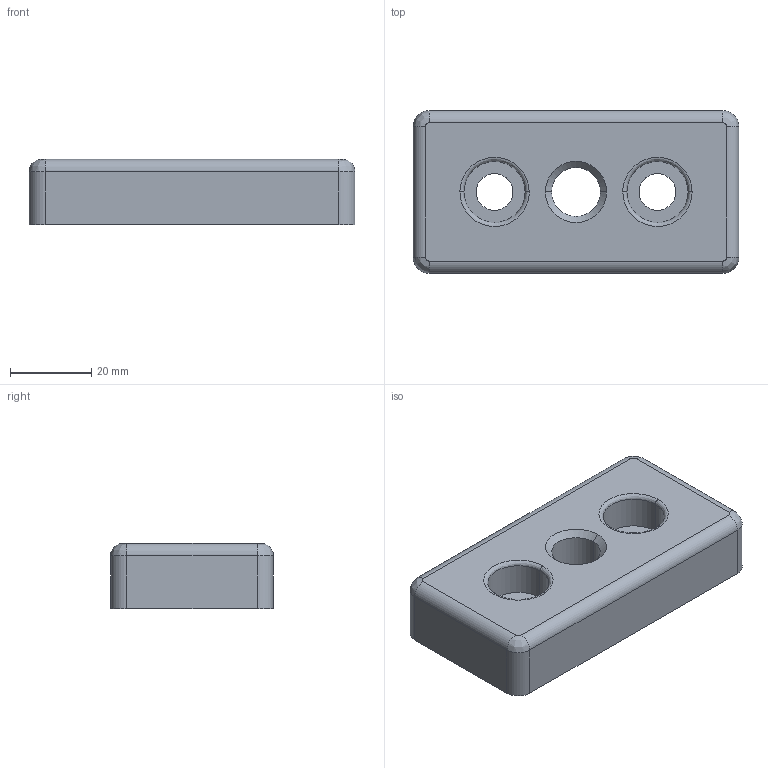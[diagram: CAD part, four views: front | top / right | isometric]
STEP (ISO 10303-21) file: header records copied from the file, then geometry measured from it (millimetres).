
FILE_DESCRIPTION (( 'STEP AP214' ), '1' );
FILE_NAME ('093ta40801408r.STEP', '2014-08-28T08:29:54', ( '' ), ( '' ), 'SwSTEP 2.0', 'SolidWorks 2014', '' );
FILE_SCHEMA (( 'AUTOMOTIVE_DESIGN' ));
Length unit declared in the file: millimetre
Products named in the file (1): 093ta40801408r
Bounding box: 80 x 40 x 16 mm (x, y, z)
Volume: 32944.1 mm3; surface area: 15261 mm2
Topology: 1 solids, 1 shells, 210 faces, 497 edges, 285 vertices
Faces by surface type: bspline 88, cylinder 62, plane 44, cone 16
Entity records: 9747 total; most frequent: CARTESIAN_POINT 3189, ORIENTED_EDGE 966, DIRECTION 776, EDGE_CURVE 483, AXIS2_PLACEMENT_3D 311, VERTEX_POINT 285, EDGE_LOOP 226, UNCERTAINTY_MEASURE_WITH_UNIT 213
